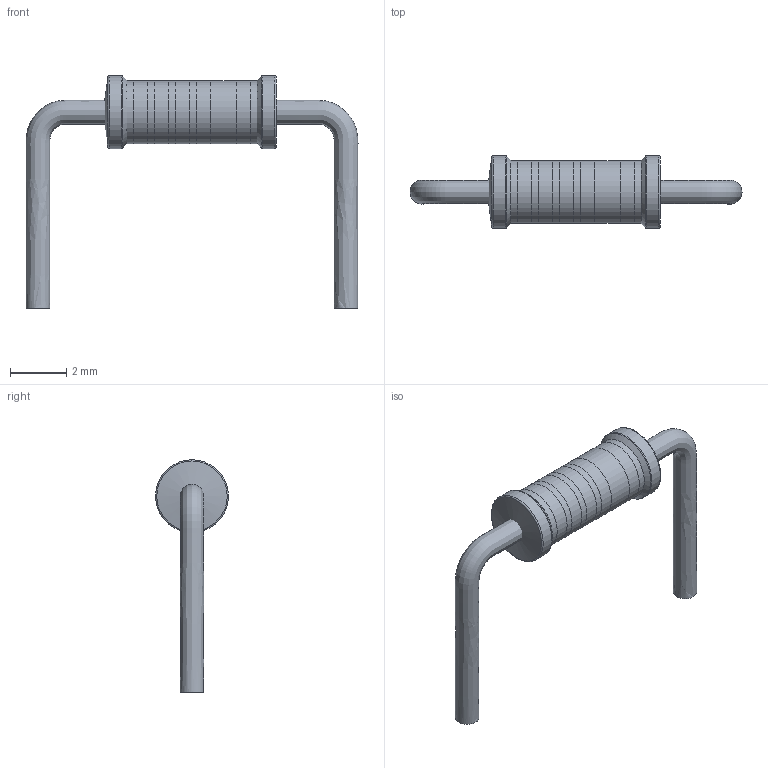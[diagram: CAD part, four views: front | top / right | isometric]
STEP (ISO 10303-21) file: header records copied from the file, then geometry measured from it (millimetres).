
FILE_DESCRIPTION(/* description */ (''),/* implementation_level */ '2;1');
FILE_NAME(/* name */ 'RES-0.25W v4.step',/* time_stamp */ '2020-01-04T21:35:57+01:00',/* author */ (''),/* organization */ (''),/* preprocessor_version */ 'ST-DEVELOPER v18',/* originating_system */ 'Autodesk Translation Framework v8.12.0.6',/* authorisation */ '');
FILE_SCHEMA (('AUTOMOTIVE_DESIGN { 1 0 10303 214 3 1 1 }'));
Length unit declared in the file: millimetre
Products named in the file (2): RES-0.25W; Wire-0.85-Bent90_Degrees-Small
Assembly tree (2 placements, depth 2):
  RES-0.25W
    Wire-0.85-Bent90_Degrees-Small  x2
Bounding box: 11.85 x 2.6 x 8.3 mm (x, y, z)
Volume: 36.8 mm3; surface area: 149.2 mm2
Topology: 8 solids, 8 shells, 57 faces, 147 edges, 114 vertices
Faces by surface type: plane 24, cylinder 23, torus 4, cone 4, bspline 2
Full cylindrical faces by diameter (mm): 2.146 x10, 2.246 x11, 2.6 x2
Entity records: 2849 total; most frequent: CARTESIAN_POINT 1230, DIRECTION 365, ORIENTED_EDGE 284, AXIS2_PLACEMENT_3D 169, EDGE_CURVE 142, CIRCLE 112, VERTEX_POINT 112, EDGE_LOOP 74
